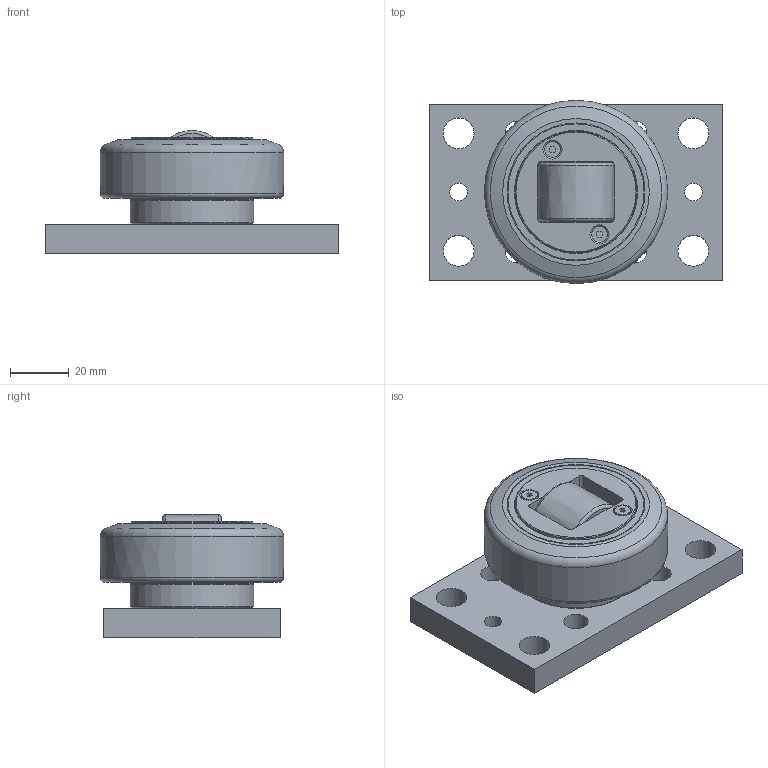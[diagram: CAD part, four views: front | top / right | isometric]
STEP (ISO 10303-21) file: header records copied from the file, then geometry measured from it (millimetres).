
FILE_DESCRIPTION(/* description */ ('-','CAx-IF Rec.Pracs.---Representation and Presentation of Product Manufacturing Information (PMI)---4.0---2014-10-13'),/* implementation_level */ '2;1');
FILE_NAME(/* name */ '541d5bb6-f1c0-4233-9316-2ee0bd9fe833.stp',/* time_stamp */ '2020-04-01T16:26:36+02:00',/* author */ ('-'),/* organization */ ('NTI CADcenter A/S'),/* preprocessor_version */ 'ST-DEVELOPER v18',/* originating_system */ 'Autodesk Inventor 2020',/* authorisation */ '-');
FILE_SCHEMA (('AP242_MANAGED_MODEL_BASED_3D_ENGINEERING_MIM_LF { 1 0 10303 442 1 1 4 }'));
Length unit declared in the file: millimetre
Products named in the file (1): TR 060.0350 BR1100_Kontur
Bounding box: 100 x 62.5 x 42 mm (x, y, z)
Volume: 120132.1 mm3; surface area: 32633.3 mm2
Topology: 1 solids, 1 shells, 281 faces, 808 edges, 546 vertices
Faces by surface type: plane 160, cylinder 96, cone 13, torus 10, bspline 2
Full cylindrical faces by diameter (mm): 3 x2, 3.4 x2, 5.35 x2, 6 x2, 8.376 x4, 10.5 x4, 13.4 x2, 15 x2, 17 x2, 30 x1, 38 x1, 41.5 x1, 42 x2, 42.1 x1, 42.971 x1, 47 x2
Entity records: 9539 total; most frequent: CARTESIAN_POINT 1776, DIRECTION 1644, ORIENTED_EDGE 1624, EDGE_CURVE 812, AXIS2_PLACEMENT_3D 576, VERTEX_POINT 546, LINE 492, VECTOR 492
